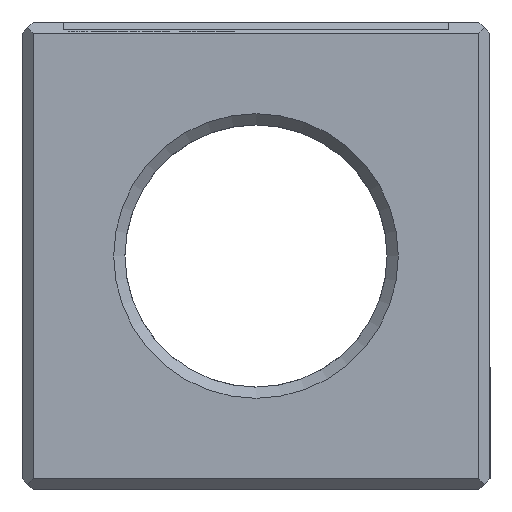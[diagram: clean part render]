
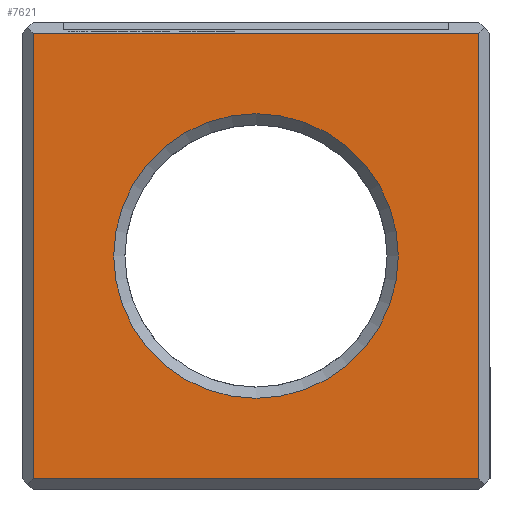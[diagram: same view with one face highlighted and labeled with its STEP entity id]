
A CAD part, left-side view. The second image highlights one B-rep face of the part: STEP entity #7621.
In plain terms, the highlighted planar face has unit normal (-1, 0, 0).
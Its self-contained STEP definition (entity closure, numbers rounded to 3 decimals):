
#72 = PLANE('',#73);
#73 = AXIS2_PLACEMENT_3D('',#74,#75,#76);
#74 = CARTESIAN_POINT('',(0.,0.,0.3));
#75 = DIRECTION('',(-0.707,0.,-0.707)
  );
#76 = DIRECTION('',(0.707,0.,-0.707));
#1657 = PLANE('',#1658);
#1658 = AXIS2_PLACEMENT_3D('',#1659,#1660,#1661);
#1659 = CARTESIAN_POINT('',(0.3,12.5,0.));
#1660 = DIRECTION('',(0.707,-0.707,0.));
#1661 = DIRECTION('',(-0.707,-0.707,0.));
#1888 = PLANE('',#1889);
#1889 = AXIS2_PLACEMENT_3D('',#1890,#1891,#1892);
#1890 = CARTESIAN_POINT('',(0.3,0.,0.));
#1891 = DIRECTION('',(-0.707,-0.707,0.));
#1892 = DIRECTION('',(-0.707,0.707,0.));
#1956 = VERTEX_POINT('',#1957);
#1957 = CARTESIAN_POINT('',(0.,0.3,0.3));
#1978 = EDGE_CURVE('',#1956,#1979,#1981,.T.);
#1979 = VERTEX_POINT('',#1980);
#1980 = CARTESIAN_POINT('',(0.,12.2,0.3));
#1981 = SURFACE_CURVE('',#1982,(#1986,#1993),.PCURVE_S1.);
#1982 = LINE('',#1983,#1984);
#1983 = CARTESIAN_POINT('',(0.,0.,0.3));
#1984 = VECTOR('',#1985,1.);
#1985 = DIRECTION('',(0.,1.,0.));
#1986 = PCURVE('',#72,#1987);
#1987 = DEFINITIONAL_REPRESENTATION('',(#1988),#1992);
#1988 = LINE('',#1989,#1990);
#1989 = CARTESIAN_POINT('',(0.,0.));
#1990 = VECTOR('',#1991,1.);
#1991 = DIRECTION('',(0.,-1.));
#1992 = ( GEOMETRIC_REPRESENTATION_CONTEXT(2) 
PARAMETRIC_REPRESENTATION_CONTEXT() REPRESENTATION_CONTEXT('2D SPACE',''
  ) );
#1993 = PCURVE('',#1994,#1999);
#1994 = PLANE('',#1995);
#1995 = AXIS2_PLACEMENT_3D('',#1996,#1997,#1998);
#1996 = CARTESIAN_POINT('',(0.,12.5,0.));
#1997 = DIRECTION('',(1.,0.,0.));
#1998 = DIRECTION('',(0.,-1.,0.));
#1999 = DEFINITIONAL_REPRESENTATION('',(#2000),#2004);
#2000 = LINE('',#2001,#2002);
#2001 = CARTESIAN_POINT('',(12.5,-0.3));
#2002 = VECTOR('',#2003,1.);
#2003 = DIRECTION('',(-1.,0.));
#2004 = ( GEOMETRIC_REPRESENTATION_CONTEXT(2) 
PARAMETRIC_REPRESENTATION_CONTEXT() REPRESENTATION_CONTEXT('2D SPACE',''
  ) );
#5823 = VERTEX_POINT('',#5824);
#5824 = CARTESIAN_POINT('',(0.,12.2,12.2));
#5838 = PLANE('',#5839);
#5839 = AXIS2_PLACEMENT_3D('',#5840,#5841,#5842);
#5840 = CARTESIAN_POINT('',(0.3,0.,12.5));
#5841 = DIRECTION('',(-0.707,0.,0.707
    ));
#5842 = DIRECTION('',(-0.707,0.,-0.707
    ));
#5850 = EDGE_CURVE('',#1979,#5823,#5851,.T.);
#5851 = SURFACE_CURVE('',#5852,(#5856,#5863),.PCURVE_S1.);
#5852 = LINE('',#5853,#5854);
#5853 = CARTESIAN_POINT('',(0.,12.2,0.));
#5854 = VECTOR('',#5855,1.);
#5855 = DIRECTION('',(0.,0.,1.));
#5856 = PCURVE('',#1657,#5857);
#5857 = DEFINITIONAL_REPRESENTATION('',(#5858),#5862);
#5858 = LINE('',#5859,#5860);
#5859 = CARTESIAN_POINT('',(0.424,-0.));
#5860 = VECTOR('',#5861,1.);
#5861 = DIRECTION('',(0.,-1.));
#5862 = ( GEOMETRIC_REPRESENTATION_CONTEXT(2) 
PARAMETRIC_REPRESENTATION_CONTEXT() REPRESENTATION_CONTEXT('2D SPACE',''
  ) );
#5863 = PCURVE('',#1994,#5864);
#5864 = DEFINITIONAL_REPRESENTATION('',(#5865),#5869);
#5865 = LINE('',#5866,#5867);
#5866 = CARTESIAN_POINT('',(0.3,0.));
#5867 = VECTOR('',#5868,1.);
#5868 = DIRECTION('',(0.,-1.));
#5869 = ( GEOMETRIC_REPRESENTATION_CONTEXT(2) 
PARAMETRIC_REPRESENTATION_CONTEXT() REPRESENTATION_CONTEXT('2D SPACE',''
  ) );
#7578 = VERTEX_POINT('',#7579);
#7579 = CARTESIAN_POINT('',(0.,0.3,12.2));
#7600 = EDGE_CURVE('',#1956,#7578,#7601,.T.);
#7601 = SURFACE_CURVE('',#7602,(#7606,#7613),.PCURVE_S1.);
#7602 = LINE('',#7603,#7604);
#7603 = CARTESIAN_POINT('',(0.,0.3,0.));
#7604 = VECTOR('',#7605,1.);
#7605 = DIRECTION('',(0.,0.,1.));
#7606 = PCURVE('',#1888,#7607);
#7607 = DEFINITIONAL_REPRESENTATION('',(#7608),#7612);
#7608 = LINE('',#7609,#7610);
#7609 = CARTESIAN_POINT('',(0.424,0.));
#7610 = VECTOR('',#7611,1.);
#7611 = DIRECTION('',(0.,-1.));
#7612 = ( GEOMETRIC_REPRESENTATION_CONTEXT(2) 
PARAMETRIC_REPRESENTATION_CONTEXT() REPRESENTATION_CONTEXT('2D SPACE',''
  ) );
#7613 = PCURVE('',#1994,#7614);
#7614 = DEFINITIONAL_REPRESENTATION('',(#7615),#7619);
#7615 = LINE('',#7616,#7617);
#7616 = CARTESIAN_POINT('',(12.2,0.));
#7617 = VECTOR('',#7618,1.);
#7618 = DIRECTION('',(0.,-1.));
#7619 = ( GEOMETRIC_REPRESENTATION_CONTEXT(2) 
PARAMETRIC_REPRESENTATION_CONTEXT() REPRESENTATION_CONTEXT('2D SPACE',''
  ) );
#7621 = ADVANCED_FACE('',(#7622,#7648),#1994,.F.);
#7622 = FACE_BOUND('',#7623,.F.);
#7623 = EDGE_LOOP('',(#7624,#7625,#7626,#7627));
#7624 = ORIENTED_EDGE('',*,*,#7600,.F.);
#7625 = ORIENTED_EDGE('',*,*,#1978,.T.);
#7626 = ORIENTED_EDGE('',*,*,#5850,.T.);
#7627 = ORIENTED_EDGE('',*,*,#7628,.F.);
#7628 = EDGE_CURVE('',#7578,#5823,#7629,.T.);
#7629 = SURFACE_CURVE('',#7630,(#7634,#7641),.PCURVE_S1.);
#7630 = LINE('',#7631,#7632);
#7631 = CARTESIAN_POINT('',(0.,0.,12.2));
#7632 = VECTOR('',#7633,1.);
#7633 = DIRECTION('',(0.,1.,0.));
#7634 = PCURVE('',#1994,#7635);
#7635 = DEFINITIONAL_REPRESENTATION('',(#7636),#7640);
#7636 = LINE('',#7637,#7638);
#7637 = CARTESIAN_POINT('',(12.5,-12.2));
#7638 = VECTOR('',#7639,1.);
#7639 = DIRECTION('',(-1.,0.));
#7640 = ( GEOMETRIC_REPRESENTATION_CONTEXT(2) 
PARAMETRIC_REPRESENTATION_CONTEXT() REPRESENTATION_CONTEXT('2D SPACE',''
  ) );
#7641 = PCURVE('',#5838,#7642);
#7642 = DEFINITIONAL_REPRESENTATION('',(#7643),#7647);
#7643 = LINE('',#7644,#7645);
#7644 = CARTESIAN_POINT('',(0.424,0.));
#7645 = VECTOR('',#7646,1.);
#7646 = DIRECTION('',(0.,-1.));
#7647 = ( GEOMETRIC_REPRESENTATION_CONTEXT(2) 
PARAMETRIC_REPRESENTATION_CONTEXT() REPRESENTATION_CONTEXT('2D SPACE',''
  ) );
#7648 = FACE_BOUND('',#7649,.F.);
#7649 = EDGE_LOOP('',(#7650));
#7650 = ORIENTED_EDGE('',*,*,#7651,.T.);
#7651 = EDGE_CURVE('',#7652,#7652,#7654,.T.);
#7652 = VERTEX_POINT('',#7653);
#7653 = CARTESIAN_POINT('',(0.,2.45,6.25));
#7654 = SURFACE_CURVE('',#7655,(#7660,#7671),.PCURVE_S1.);
#7655 = CIRCLE('',#7656,3.8);
#7656 = AXIS2_PLACEMENT_3D('',#7657,#7658,#7659);
#7657 = CARTESIAN_POINT('',(0.,6.25,6.25));
#7658 = DIRECTION('',(-1.,0.,0.));
#7659 = DIRECTION('',(0.,-1.,0.));
#7660 = PCURVE('',#1994,#7661);
#7661 = DEFINITIONAL_REPRESENTATION('',(#7662),#7670);
#7662 = ( BOUNDED_CURVE() B_SPLINE_CURVE(2,(#7663,#7664,#7665,#7666,
#7667,#7668,#7669),.UNSPECIFIED.,.T.,.F.) B_SPLINE_CURVE_WITH_KNOTS((1,2
    ,2,2,2,1),(-2.094,0.,2.094,4.189,
6.283,8.378),.UNSPECIFIED.) CURVE() 
GEOMETRIC_REPRESENTATION_ITEM() RATIONAL_B_SPLINE_CURVE((1.,0.5,1.,0.5,
1.,0.5,1.)) REPRESENTATION_ITEM('') );
#7663 = CARTESIAN_POINT('',(10.05,-6.25));
#7664 = CARTESIAN_POINT('',(10.05,-12.832));
#7665 = CARTESIAN_POINT('',(4.35,-9.541));
#7666 = CARTESIAN_POINT('',(-1.35,-6.25));
#7667 = CARTESIAN_POINT('',(4.35,-2.959));
#7668 = CARTESIAN_POINT('',(10.05,0.332));
#7669 = CARTESIAN_POINT('',(10.05,-6.25));
#7670 = ( GEOMETRIC_REPRESENTATION_CONTEXT(2) 
PARAMETRIC_REPRESENTATION_CONTEXT() REPRESENTATION_CONTEXT('2D SPACE',''
  ) );
#7671 = PCURVE('',#7672,#7677);
#7672 = CONICAL_SURFACE('',#7673,3.5,0.785);
#7673 = AXIS2_PLACEMENT_3D('',#7674,#7675,#7676);
#7674 = CARTESIAN_POINT('',(0.3,6.25,6.25));
#7675 = DIRECTION('',(-1.,-0.,-0.));
#7676 = DIRECTION('',(0.,-1.,0.));
#7677 = DEFINITIONAL_REPRESENTATION('',(#7678),#7682);
#7678 = LINE('',#7679,#7680);
#7679 = CARTESIAN_POINT('',(-0.,0.3));
#7680 = VECTOR('',#7681,1.);
#7681 = DIRECTION('',(1.,-0.));
#7682 = ( GEOMETRIC_REPRESENTATION_CONTEXT(2) 
PARAMETRIC_REPRESENTATION_CONTEXT() REPRESENTATION_CONTEXT('2D SPACE',''
  ) );
